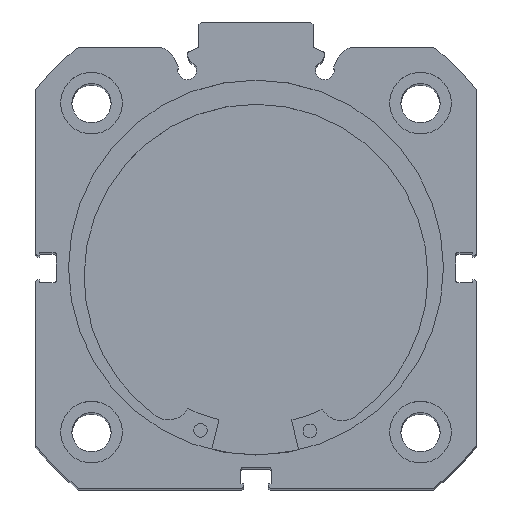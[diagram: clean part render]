
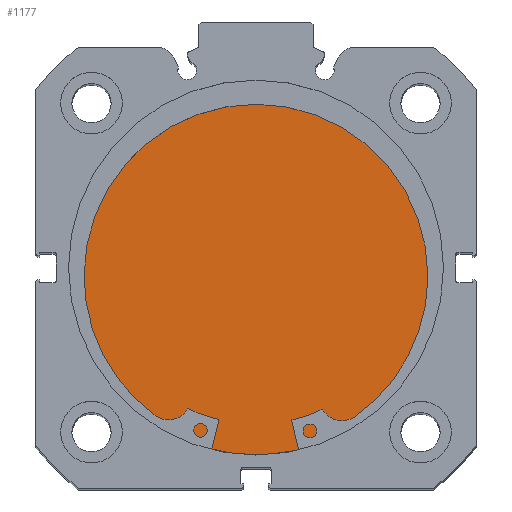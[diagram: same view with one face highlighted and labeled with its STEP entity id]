
A CAD part, top view. The second image highlights one B-rep face of the part: STEP entity #1177.
In plain terms, the highlighted face is planar.
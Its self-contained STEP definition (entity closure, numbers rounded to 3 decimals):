
#8 = EDGE_CURVE ( 'NONE', #1543, #1545, #2029, .T. ) ;
#17 = EDGE_CURVE ( 'NONE', #1545, #1543, #2042, .T. ) ;
#21 = DIRECTION ( 'NONE',  ( 0., 0., 1. ) ) ;
#27 = DIRECTION ( 'NONE',  ( -1., 0., 0. ) ) ;
#45 = CARTESIAN_POINT ( 'NONE',  ( 12., 0., 0. ) ) ;
#181 = DIRECTION ( 'NONE',  ( 0., 0., 1. ) ) ;
#183 = DIRECTION ( 'NONE',  ( -1., 0., 0. ) ) ;
#184 = CARTESIAN_POINT ( 'NONE',  ( 12., 0., 0. ) ) ;
#410 = ORIENTED_EDGE ( 'NONE', *, *, #8, .F. ) ;
#420 = ORIENTED_EDGE ( 'NONE', *, *, #17, .F. ) ;
#1177 = ADVANCED_FACE ( 'NONE', ( #2355 ), #5630, .F. ) ;
#1543 = VERTEX_POINT ( 'NONE', #6159 ) ;
#1545 = VERTEX_POINT ( 'NONE', #6161 ) ;
#1968 = EDGE_LOOP ( 'NONE', ( #410, #420 ) ) ;
#2029 = CIRCLE ( 'NONE', #4567, 41. ) ;
#2042 = CIRCLE ( 'NONE', #4571, 41. ) ;
#2355 = FACE_OUTER_BOUND ( 'NONE', #1968, .T. ) ;
#4567 = AXIS2_PLACEMENT_3D ( 'NONE', #45, #27, #21 ) ;
#4571 = AXIS2_PLACEMENT_3D ( 'NONE', #184, #183, #181 ) ;
#4726 = AXIS2_PLACEMENT_3D ( 'NONE', #5629, #5632, #5633 ) ;
#5629 = CARTESIAN_POINT ( 'NONE',  ( 12., 41., 0. ) ) ;
#5630 = PLANE ( 'NONE',  #4726 ) ;
#5632 = DIRECTION ( 'NONE',  ( -1., 0., 0. ) ) ;
#5633 = DIRECTION ( 'NONE',  ( 0., 0., 1. ) ) ;
#6159 = CARTESIAN_POINT ( 'NONE',  ( 12., 0., 41. ) ) ;
#6161 = CARTESIAN_POINT ( 'NONE',  ( 12., 0., -41. ) ) ;
